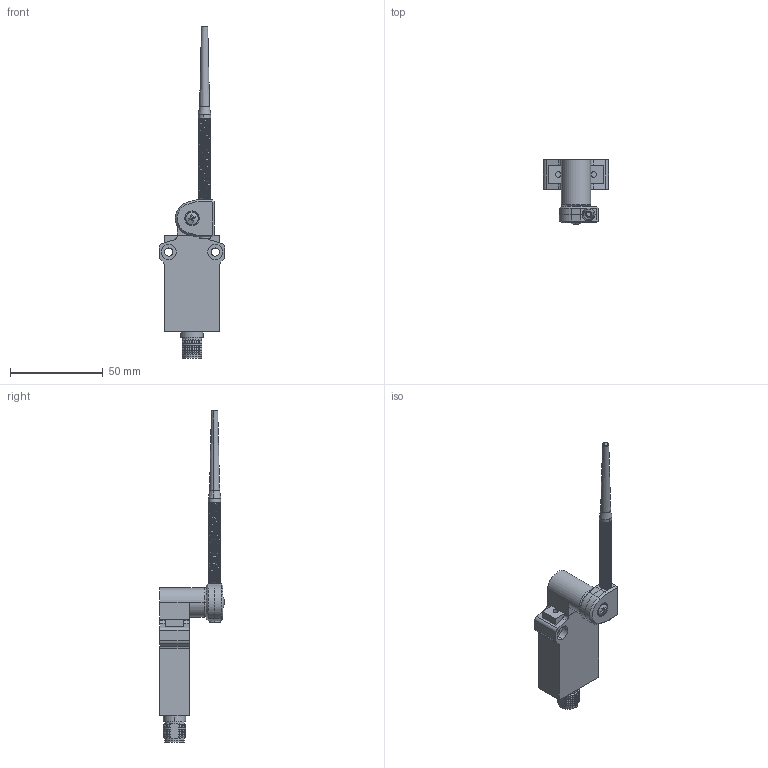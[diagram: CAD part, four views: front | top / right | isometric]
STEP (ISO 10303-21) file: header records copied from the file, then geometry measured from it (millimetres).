
FILE_DESCRIPTION (( 'STEP AP214' ), '1' );
FILE_NAME ('AEM2G6120Z11M.step', '2017-12-19T21:31:33', ( '' ), ( '' ), 'SwSTEP 2.0', 'SolidWorks 2017', '' );
FILE_SCHEMA (( 'AUTOMOTIVE_DESIGN' ));
Length unit declared in the file: inch
Products named in the file (1): AEM2G6120Z11M
Bounding box: 35 x 34.9 x 178.6 mm (x, y, z)
Volume: 34783 mm3; surface area: 15475.1 mm2
Topology: 8 solids, 8 shells, 234 faces, 569 edges, 366 vertices
Faces by surface type: plane 104, cylinder 79, cone 37, bspline 14
Full cylindrical faces by diameter (mm): 3.5 x2
Entity records: 26965 total; most frequent: CARTESIAN_POINT 18392, ORIENTED_EDGE 1138, DIRECTION 1097, EDGE_CURVE 569, AXIS2_PLACEMENT_3D 406, VERTEX_POINT 366, LINE 285, VECTOR 285
